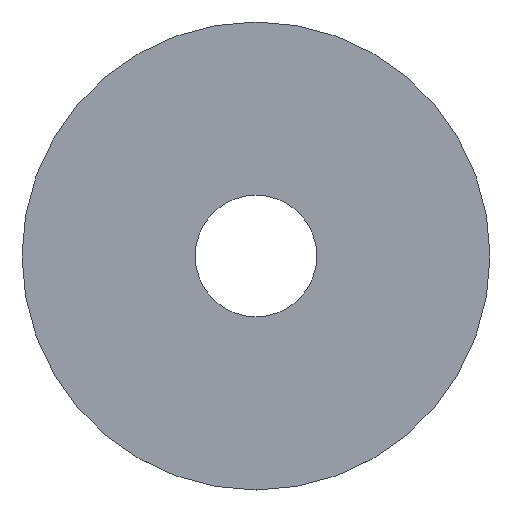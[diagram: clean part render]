
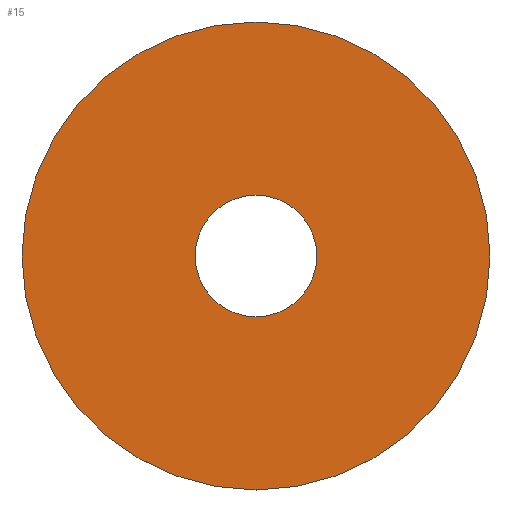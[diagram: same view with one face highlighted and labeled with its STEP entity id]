
A CAD part, top view. The second image highlights one B-rep face of the part: STEP entity #15.
In plain terms, the highlighted planar face has unit normal (0, 0, 1).
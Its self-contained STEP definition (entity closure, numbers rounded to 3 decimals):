
#1 = CARTESIAN_POINT ( 'NONE',  ( 0., 6.5, 0.3 ) ) ;
#3 = AXIS2_PLACEMENT_3D ( 'NONE', #1, #93, #131 ) ;
#4 = ORIENTED_EDGE ( 'NONE', *, *, #126, .T. ) ;
#6 = CARTESIAN_POINT ( 'NONE',  ( 0., 0., 0.3 ) ) ;
#15 = ADVANCED_FACE ( 'NONE', ( #114, #51 ), #102, .T. ) ;
#23 = DIRECTION ( 'NONE',  ( 0., 0., -1. ) ) ;
#26 = VERTEX_POINT ( 'NONE', #97 ) ;
#36 = CARTESIAN_POINT ( 'NONE',  ( 0., 25., 0.3 ) ) ;
#39 = CIRCLE ( 'NONE', #110, 6.5 ) ;
#46 = EDGE_LOOP ( 'NONE', ( #4 ) ) ;
#51 = FACE_OUTER_BOUND ( 'NONE', #85, .T. ) ;
#57 = CIRCLE ( 'NONE', #109, 25. ) ;
#59 = DIRECTION ( 'NONE',  ( 0., 0., -1. ) ) ;
#62 = CARTESIAN_POINT ( 'NONE',  ( 0., 0., 0.3 ) ) ;
#84 = ORIENTED_EDGE ( 'NONE', *, *, #152, .F. ) ;
#85 = EDGE_LOOP ( 'NONE', ( #84 ) ) ;
#93 = DIRECTION ( 'NONE',  ( 0., 0., 1. ) ) ;
#97 = CARTESIAN_POINT ( 'NONE',  ( 0., 6.5, 0.3 ) ) ;
#102 = PLANE ( 'NONE',  #3 ) ;
#107 = DIRECTION ( 'NONE',  ( 0., 1., 0. ) ) ;
#109 = AXIS2_PLACEMENT_3D ( 'NONE', #62, #59, #107 ) ;
#110 = AXIS2_PLACEMENT_3D ( 'NONE', #6, #23, #147 ) ;
#114 = FACE_BOUND ( 'NONE', #46, .T. ) ;
#118 = VERTEX_POINT ( 'NONE', #36 ) ;
#126 = EDGE_CURVE ( 'NONE', #26, #26, #39, .T. ) ;
#131 = DIRECTION ( 'NONE',  ( 0., -1., 0. ) ) ;
#147 = DIRECTION ( 'NONE',  ( 0., 1., 0. ) ) ;
#152 = EDGE_CURVE ( 'NONE', #118, #118, #57, .T. ) ;
